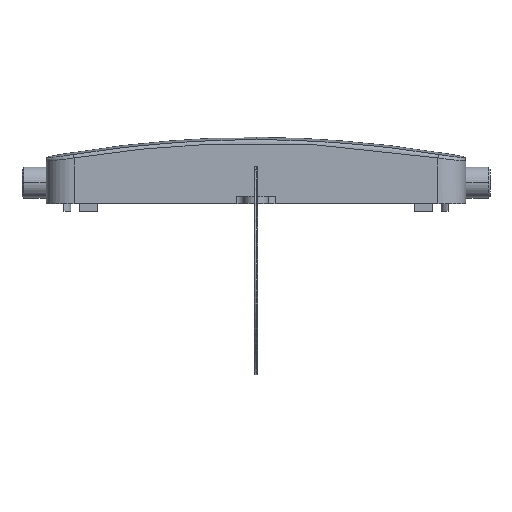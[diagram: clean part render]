
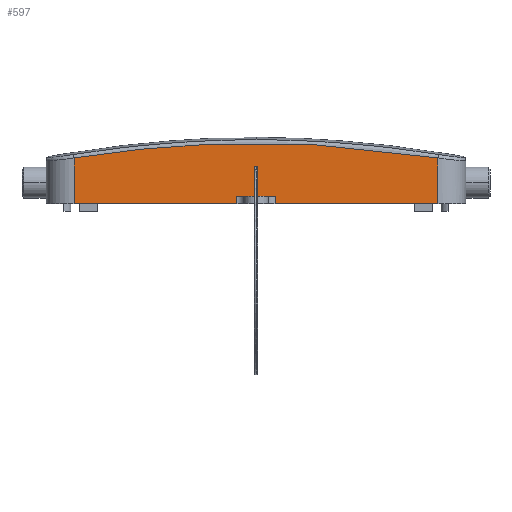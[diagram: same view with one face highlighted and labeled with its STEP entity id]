
A CAD part, top view. The second image highlights one B-rep face of the part: STEP entity #597.
In plain terms, the highlighted planar face has unit normal (0, 0, 1).
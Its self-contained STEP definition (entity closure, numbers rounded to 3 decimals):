
#20 = ORIENTED_EDGE ( 'NONE', *, *, #3879, .T. ) ;
#26 = LINE ( 'NONE', #229, #1074 ) ;
#57 = LINE ( 'NONE', #794, #3026 ) ;
#110 = EDGE_CURVE ( 'NONE', #7221, #464, #5861, .T. ) ;
#229 = CARTESIAN_POINT ( 'NONE',  ( -52., 0., 41.625 ) ) ;
#278 = LINE ( 'NONE', #3903, #1688 ) ;
#359 = DIRECTION ( 'NONE',  ( 0., 1., 0. ) ) ;
#420 = ORIENTED_EDGE ( 'NONE', *, *, #7383, .F. ) ;
#457 = LINE ( 'NONE', #6564, #3598 ) ;
#464 = VERTEX_POINT ( 'NONE', #5857 ) ;
#597 = ADVANCED_FACE ( 'NONE', ( #2157 ), #4224, .F. ) ;
#794 = CARTESIAN_POINT ( 'NONE',  ( -52., 2.1, 41.625 ) ) ;
#1031 = LINE ( 'NONE', #2273, #6994 ) ;
#1074 = VECTOR ( 'NONE', #3776, 1000. ) ;
#1126 = DIRECTION ( 'NONE',  ( 0., -1., 0. ) ) ;
#1206 = LINE ( 'NONE', #4626, #4319 ) ;
#1224 = ORIENTED_EDGE ( 'NONE', *, *, #7148, .T. ) ;
#1240 = VERTEX_POINT ( 'NONE', #1633 ) ;
#1407 = DIRECTION ( 'NONE',  ( -1., 0., 0. ) ) ;
#1545 = CARTESIAN_POINT ( 'NONE',  ( 52., 13.034, 41.625 ) ) ;
#1622 = ORIENTED_EDGE ( 'NONE', *, *, #6912, .F. ) ;
#1633 = CARTESIAN_POINT ( 'NONE',  ( 0., 2.1, 41.625 ) ) ;
#1688 = VECTOR ( 'NONE', #359, 1000. ) ;
#2074 = EDGE_CURVE ( 'NONE', #464, #4957, #3035, .T. ) ;
#2157 = FACE_OUTER_BOUND ( 'NONE', #7362, .T. ) ;
#2257 = VERTEX_POINT ( 'NONE', #5863 ) ;
#2273 = CARTESIAN_POINT ( 'NONE',  ( -52., 0., 41.625 ) ) ;
#2377 = VECTOR ( 'NONE', #2535, 1000. ) ;
#2535 = DIRECTION ( 'NONE',  ( 0., -1., 0. ) ) ;
#2864 = VECTOR ( 'NONE', #7462, 1000. ) ;
#2901 = VERTEX_POINT ( 'NONE', #4540 ) ;
#3026 = VECTOR ( 'NONE', #1407, 1000. ) ;
#3035 = LINE ( 'NONE', #4646, #2864 ) ;
#3149 = EDGE_CURVE ( 'NONE', #7221, #2257, #1206, .T. ) ;
#3470 = EDGE_CURVE ( 'NONE', #2901, #2257, #26, .T. ) ;
#3553 = AXIS2_PLACEMENT_3D ( 'NONE', #4169, #4162, #4160 ) ;
#3598 = VECTOR ( 'NONE', #5420, 1000. ) ;
#3604 = CARTESIAN_POINT ( 'NONE',  ( -52., 13.034, 41.625 ) ) ;
#3776 = DIRECTION ( 'NONE',  ( 1., 0., 0. ) ) ;
#3823 = CARTESIAN_POINT ( 'NONE',  ( -43.387, 14.4, 41.625 ) ) ;
#3865 = CARTESIAN_POINT ( 'NONE',  ( 17.416, 16.848, 41.625 ) ) ;
#3879 = EDGE_CURVE ( 'NONE', #4957, #6761, #1031, .T. ) ;
#3903 = CARTESIAN_POINT ( 'NONE',  ( -5.449, 20., 41.625 ) ) ;
#3919 = ORIENTED_EDGE ( 'NONE', *, *, #3470, .T. ) ;
#3948 = LINE ( 'NONE', #5435, #2377 ) ;
#4007 = CARTESIAN_POINT ( 'NONE',  ( -8.722, 17.222, 41.625 ) ) ;
#4115 = CARTESIAN_POINT ( 'NONE',  ( -34.748, 15.438, 41.625 ) ) ;
#4116 = CARTESIAN_POINT ( 'NONE',  ( -17.415, 16.848, 41.625 ) ) ;
#4154 = CARTESIAN_POINT ( 'NONE',  ( 8.723, 17.222, 41.625 ) ) ;
#4160 = DIRECTION ( 'NONE',  ( -1., 0., 0. ) ) ;
#4162 = DIRECTION ( 'NONE',  ( 0., 0., -1. ) ) ;
#4169 = CARTESIAN_POINT ( 'NONE',  ( -52., 20., 41.625 ) ) ;
#4224 = PLANE ( 'NONE',  #3553 ) ;
#4236 = CARTESIAN_POINT ( 'NONE',  ( 34.748, 15.438, 41.625 ) ) ;
#4239 = CARTESIAN_POINT ( 'NONE',  ( -5.449, 0., 41.625 ) ) ;
#4254 = CARTESIAN_POINT ( 'NONE',  ( 52., 13.034, 41.625 ) ) ;
#4319 = VECTOR ( 'NONE', #1126, 1000. ) ;
#4540 = CARTESIAN_POINT ( 'NONE',  ( 5.449, 0., 41.625 ) ) ;
#4626 = CARTESIAN_POINT ( 'NONE',  ( 52., 20., 41.625 ) ) ;
#4646 = CARTESIAN_POINT ( 'NONE',  ( -52., 20., 41.625 ) ) ;
#4957 = VERTEX_POINT ( 'NONE', #7004 ) ;
#5163 = CARTESIAN_POINT ( 'NONE',  ( 5.449, 2.1, 41.625 ) ) ;
#5420 = DIRECTION ( 'NONE',  ( -1., 0., 0. ) ) ;
#5435 = CARTESIAN_POINT ( 'NONE',  ( 5.449, 20., 41.625 ) ) ;
#5441 = ORIENTED_EDGE ( 'NONE', *, *, #110, .T. ) ;
#5486 = VERTEX_POINT ( 'NONE', #5163 ) ;
#5664 = CARTESIAN_POINT ( 'NONE',  ( -5.449, 2.1, 41.625 ) ) ;
#5857 = CARTESIAN_POINT ( 'NONE',  ( -52., 13.034, 41.625 ) ) ;
#5861 = B_SPLINE_CURVE_WITH_KNOTS ( 'NONE', 3,
 ( #4254, #7321, #4236, #3865, #4154, #4007, #4116, #4115, #3823, #3604 ),
 .UNSPECIFIED., .F., .F.,
 ( 4, 2, 2, 2, 4 ),
 ( 0., 0.026, 0.052, 0.078, 0.104 ),
 .UNSPECIFIED. ) ;
#5863 = CARTESIAN_POINT ( 'NONE',  ( 52., 0., 41.625 ) ) ;
#6506 = VERTEX_POINT ( 'NONE', #5664 ) ;
#6564 = CARTESIAN_POINT ( 'NONE',  ( -52., 2.1, 41.625 ) ) ;
#6761 = VERTEX_POINT ( 'NONE', #4239 ) ;
#6866 = ORIENTED_EDGE ( 'NONE', *, *, #2074, .T. ) ;
#6897 = DIRECTION ( 'NONE',  ( 1., 0., 0. ) ) ;
#6912 = EDGE_CURVE ( 'NONE', #5486, #1240, #57, .T. ) ;
#6994 = VECTOR ( 'NONE', #6897, 1000. ) ;
#7004 = CARTESIAN_POINT ( 'NONE',  ( -52., 0., 41.625 ) ) ;
#7148 = EDGE_CURVE ( 'NONE', #5486, #2901, #3948, .T. ) ;
#7174 = ORIENTED_EDGE ( 'NONE', *, *, #3149, .F. ) ;
#7221 = VERTEX_POINT ( 'NONE', #1545 ) ;
#7301 = ORIENTED_EDGE ( 'NONE', *, *, #7501, .T. ) ;
#7321 = CARTESIAN_POINT ( 'NONE',  ( 43.387, 14.4, 41.625 ) ) ;
#7362 = EDGE_LOOP ( 'NONE', ( #7174, #5441, #6866, #20, #7301, #420, #1622, #1224, #3919 ) ) ;
#7383 = EDGE_CURVE ( 'NONE', #1240, #6506, #457, .T. ) ;
#7462 = DIRECTION ( 'NONE',  ( 0., -1., 0. ) ) ;
#7501 = EDGE_CURVE ( 'NONE', #6761, #6506, #278, .T. ) ;
